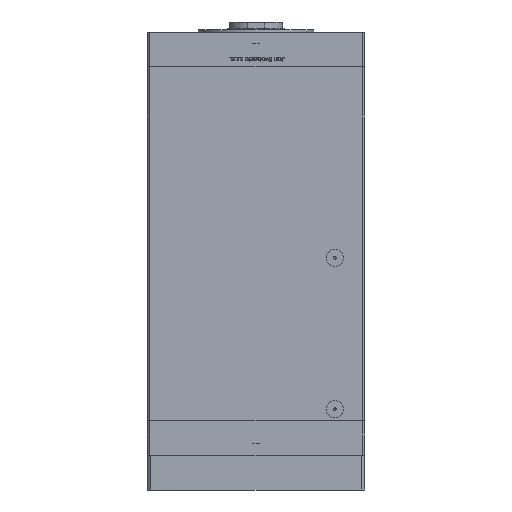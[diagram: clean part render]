
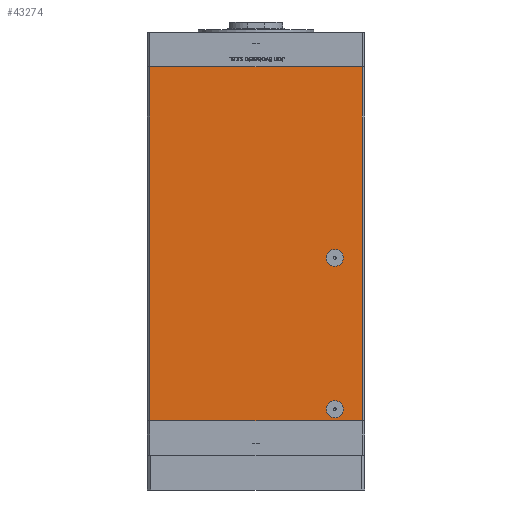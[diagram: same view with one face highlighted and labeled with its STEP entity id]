
A CAD part, front view. The second image highlights one B-rep face of the part: STEP entity #43274.
In plain terms, the highlighted planar face has unit normal (0, -1, 0).
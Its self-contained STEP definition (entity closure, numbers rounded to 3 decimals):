
#802 = VERTEX_POINT ( 'NONE', #20979 ) ;
#917 = EDGE_CURVE ( 'NONE', #50514, #17599, #29861, .T. ) ;
#1892 = DIRECTION ( 'NONE',  ( 0., 0., -1. ) ) ;
#2698 = DIRECTION ( 'NONE',  ( 1., 0., 0. ) ) ;
#2853 = FACE_OUTER_BOUND ( 'NONE', #40716, .T. ) ;
#5970 = CIRCLE ( 'NONE', #15110, 6.58 ) ;
#6272 = EDGE_CURVE ( 'NONE', #6419, #47272, #16369, .T. ) ;
#6419 = VERTEX_POINT ( 'NONE', #13480 ) ;
#6555 = PLANE ( 'NONE',  #24887 ) ;
#6959 = CARTESIAN_POINT ( 'NONE',  ( -83., -72.5, 276. ) ) ;
#7529 = DIRECTION ( 'NONE',  ( 0., 0., -1. ) ) ;
#7916 = DIRECTION ( 'NONE',  ( 1., 0., 0. ) ) ;
#9813 = DIRECTION ( 'NONE',  ( 0., 0., -1. ) ) ;
#9971 = VECTOR ( 'NONE', #2698, 1000. ) ;
#11081 = CARTESIAN_POINT ( 'NONE',  ( 83., -72.5, 0. ) ) ;
#11962 = DIRECTION ( 'NONE',  ( 0., 0., 1. ) ) ;
#12087 = LINE ( 'NONE', #38879, #13584 ) ;
#12401 = ORIENTED_EDGE ( 'NONE', *, *, #917, .T. ) ;
#13480 = CARTESIAN_POINT ( 'NONE',  ( -83., -72.5, 276. ) ) ;
#13584 = VECTOR ( 'NONE', #7529, 1000. ) ;
#14079 = EDGE_CURVE ( 'NONE', #56003, #802, #30228, .T. ) ;
#14094 = DIRECTION ( 'NONE',  ( 0., -1., 0. ) ) ;
#14554 = EDGE_CURVE ( 'NONE', #802, #56003, #43005, .T. ) ;
#15110 = AXIS2_PLACEMENT_3D ( 'NONE', #54919, #54067, #1892 ) ;
#15690 = AXIS2_PLACEMENT_3D ( 'NONE', #34438, #43836, #43272 ) ;
#16369 = LINE ( 'NONE', #6959, #9971 ) ;
#17599 = VERTEX_POINT ( 'NONE', #43875 ) ;
#17815 = DIRECTION ( 'NONE',  ( 0., 1., 0. ) ) ;
#18590 = EDGE_LOOP ( 'NONE', ( #12401, #28589 ) ) ;
#18644 = CARTESIAN_POINT ( 'NONE',  ( 61.5, -72.5, 127. ) ) ;
#19243 = CARTESIAN_POINT ( 'NONE',  ( 61.5, -72.5, 120.42 ) ) ;
#19677 = DIRECTION ( 'NONE',  ( 0., 1., 0. ) ) ;
#20979 = CARTESIAN_POINT ( 'NONE',  ( 61.5, -72.5, 15.58 ) ) ;
#21571 = ORIENTED_EDGE ( 'NONE', *, *, #14079, .F. ) ;
#24532 = CARTESIAN_POINT ( 'NONE',  ( 83., -72.5, 276. ) ) ;
#24887 = AXIS2_PLACEMENT_3D ( 'NONE', #46483, #19677, #11962 ) ;
#25286 = VECTOR ( 'NONE', #27542, 1000. ) ;
#26224 = AXIS2_PLACEMENT_3D ( 'NONE', #18644, #17815, #40319 ) ;
#27542 = DIRECTION ( 'NONE',  ( 0., 0., -1. ) ) ;
#27805 = VERTEX_POINT ( 'NONE', #11081 ) ;
#28091 = EDGE_CURVE ( 'NONE', #17599, #50514, #5970, .T. ) ;
#28348 = EDGE_LOOP ( 'NONE', ( #21571, #47206 ) ) ;
#28589 = ORIENTED_EDGE ( 'NONE', *, *, #28091, .T. ) ;
#28906 = ORIENTED_EDGE ( 'NONE', *, *, #36054, .F. ) ;
#29090 = FACE_BOUND ( 'NONE', #18590, .T. ) ;
#29861 = CIRCLE ( 'NONE', #26224, 6.58 ) ;
#30228 = CIRCLE ( 'NONE', #15690, 6.58 ) ;
#32355 = EDGE_CURVE ( 'NONE', #6419, #34083, #49220, .T. ) ;
#33304 = ORIENTED_EDGE ( 'NONE', *, *, #32355, .T. ) ;
#34083 = VERTEX_POINT ( 'NONE', #39254 ) ;
#34438 = CARTESIAN_POINT ( 'NONE',  ( 61.5, -72.5, 9. ) ) ;
#34740 = CARTESIAN_POINT ( 'NONE',  ( 61.5, -72.5, 2.42 ) ) ;
#36054 = EDGE_CURVE ( 'NONE', #47272, #27805, #12087, .T. ) ;
#38879 = CARTESIAN_POINT ( 'NONE',  ( 83., -72.5, 276. ) ) ;
#39254 = CARTESIAN_POINT ( 'NONE',  ( -83., -72.5, 0. ) ) ;
#40319 = DIRECTION ( 'NONE',  ( 0., 0., -1. ) ) ;
#40716 = EDGE_LOOP ( 'NONE', ( #41793, #28906, #47177, #33304 ) ) ;
#41114 = EDGE_CURVE ( 'NONE', #34083, #27805, #51267, .T. ) ;
#41793 = ORIENTED_EDGE ( 'NONE', *, *, #41114, .T. ) ;
#41884 = CARTESIAN_POINT ( 'NONE',  ( -83., -72.5, 0. ) ) ;
#43005 = CIRCLE ( 'NONE', #44784, 6.58 ) ;
#43272 = DIRECTION ( 'NONE',  ( 0., 0., -1. ) ) ;
#43274 = ADVANCED_FACE ( 'NONE', ( #51030, #2853, #29090 ), #6555, .F. ) ;
#43836 = DIRECTION ( 'NONE',  ( 0., -1., 0. ) ) ;
#43875 = CARTESIAN_POINT ( 'NONE',  ( 61.5, -72.5, 133.58 ) ) ;
#44784 = AXIS2_PLACEMENT_3D ( 'NONE', #53155, #14094, #9813 ) ;
#45520 = CARTESIAN_POINT ( 'NONE',  ( -83., -72.5, 276. ) ) ;
#46483 = CARTESIAN_POINT ( 'NONE',  ( -83., -72.5, 276. ) ) ;
#47177 = ORIENTED_EDGE ( 'NONE', *, *, #6272, .F. ) ;
#47206 = ORIENTED_EDGE ( 'NONE', *, *, #14554, .F. ) ;
#47272 = VERTEX_POINT ( 'NONE', #24532 ) ;
#48233 = VECTOR ( 'NONE', #7916, 1000. ) ;
#49220 = LINE ( 'NONE', #45520, #25286 ) ;
#50514 = VERTEX_POINT ( 'NONE', #19243 ) ;
#51030 = FACE_BOUND ( 'NONE', #28348, .T. ) ;
#51267 = LINE ( 'NONE', #41884, #48233 ) ;
#53155 = CARTESIAN_POINT ( 'NONE',  ( 61.5, -72.5, 9. ) ) ;
#54067 = DIRECTION ( 'NONE',  ( 0., 1., 0. ) ) ;
#54919 = CARTESIAN_POINT ( 'NONE',  ( 61.5, -72.5, 127. ) ) ;
#56003 = VERTEX_POINT ( 'NONE', #34740 ) ;
